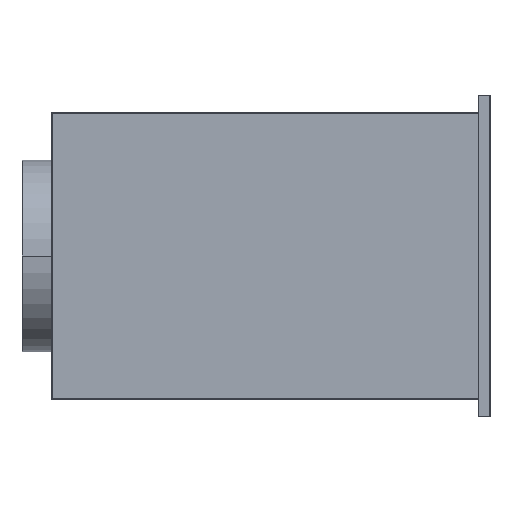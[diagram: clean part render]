
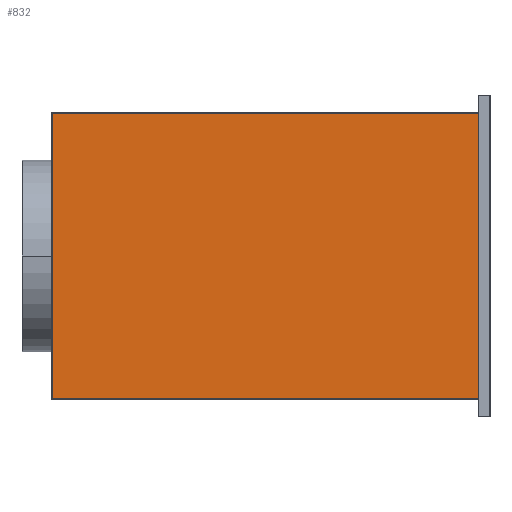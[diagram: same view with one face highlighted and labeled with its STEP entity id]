
A CAD part, left-side view. The second image highlights one B-rep face of the part: STEP entity #832.
In plain terms, the highlighted planar face has unit normal (-1, 0, 0).
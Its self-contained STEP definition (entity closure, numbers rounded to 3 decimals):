
#66=DIRECTION('',(0.,0.,1.));
#67=VECTOR('',#66,295.);
#68=CARTESIAN_POINT('',(-440.,12.,-147.5));
#69=LINE('',#68,#67);
#246=DIRECTION('',(0.,1.,0.));
#247=VECTOR('',#246,439.);
#248=CARTESIAN_POINT('',(-440.,12.,147.5));
#249=LINE('',#248,#247);
#258=DIRECTION('',(0.,-1.,0.));
#259=VECTOR('',#258,439.);
#260=CARTESIAN_POINT('',(-440.,451.,-147.5));
#261=LINE('',#260,#259);
#262=DIRECTION('',(0.,0.,-1.));
#263=VECTOR('',#262,295.);
#264=CARTESIAN_POINT('',(-440.,451.,147.5));
#265=LINE('',#264,#263);
#346=CARTESIAN_POINT('',(-440.,451.,147.5));
#348=VERTEX_POINT('',#346);
#350=CARTESIAN_POINT('',(-440.,451.,-147.5));
#352=VERTEX_POINT('',#350);
#361=CARTESIAN_POINT('',(-440.,12.,147.5));
#363=VERTEX_POINT('',#361);
#365=CARTESIAN_POINT('',(-440.,12.,-147.5));
#367=VERTEX_POINT('',#365);
#821=CARTESIAN_POINT('',(-440.,451.,147.5));
#822=DIRECTION('',(-1.,0.,0.));
#823=DIRECTION('',(0.,-1.,0.));
#824=AXIS2_PLACEMENT_3D('',#821,#822,#823);
#825=PLANE('',#824);
#826=ORIENTED_EDGE('',*,*,#522,.F.);
#827=ORIENTED_EDGE('',*,*,#497,.F.);
#828=ORIENTED_EDGE('',*,*,#477,.F.);
#829=ORIENTED_EDGE('',*,*,#813,.F.);
#830=EDGE_LOOP('',(#826,#827,#828,#829));
#831=FACE_OUTER_BOUND('',#830,.F.);
#832=ADVANCED_FACE('',(#831),#825,.T.);
#477=EDGE_CURVE('',#348,#352,#265,.T.);
#497=EDGE_CURVE('',#352,#367,#261,.T.);
#522=EDGE_CURVE('',#367,#363,#69,.T.);
#813=EDGE_CURVE('',#363,#348,#249,.T.);
